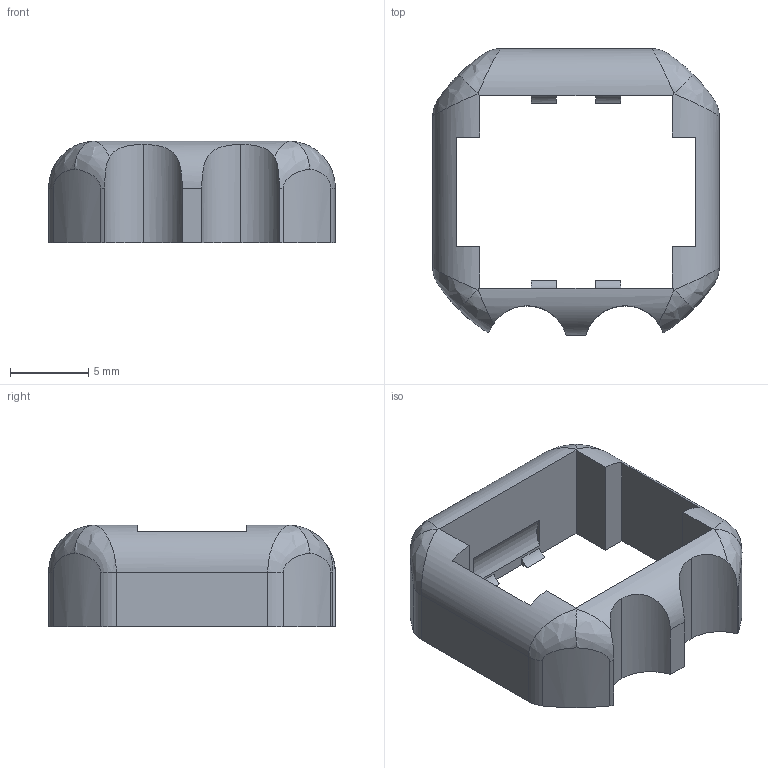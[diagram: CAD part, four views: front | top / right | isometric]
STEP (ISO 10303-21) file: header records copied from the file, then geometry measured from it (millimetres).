
FILE_DESCRIPTION(('HOOPS Exchange Step'),'2;1');
FILE_NAME('Cover - Medium for Handyman.stp','2024-11-20T04:18:02-15:00',('hayashi'),('Unknown organisation'),'HOOPS Exchange 2023.2','HOOPS Exchange','Unknown authorisation');
FILE_SCHEMA( ('AP203_CONFIGURATION_CONTROLLED_3D_DESIGN_OF_MECHANICAL_PARTS_AND_ASSEMBLIES_MIM_LF') );
Length unit declared in the file: millimetre
Products named in the file (1): Solid 579
Bounding box: 18.3 x 18.3 x 6.5 mm (x, y, z)
Volume: 725.3 mm3; surface area: 973.6 mm2
Topology: 1 solids, 1 shells, 63 faces, 166 edges, 106 vertices
Faces by surface type: plane 29, cylinder 20, bspline 14
Entity records: 4654 total; most frequent: CARTESIAN_POINT 3167, ORIENTED_EDGE 332, DIRECTION 260, EDGE_CURVE 166, VERTEX_POINT 106, VECTOR 96, LINE 96, AXIS2_PLACEMENT_3D 82
